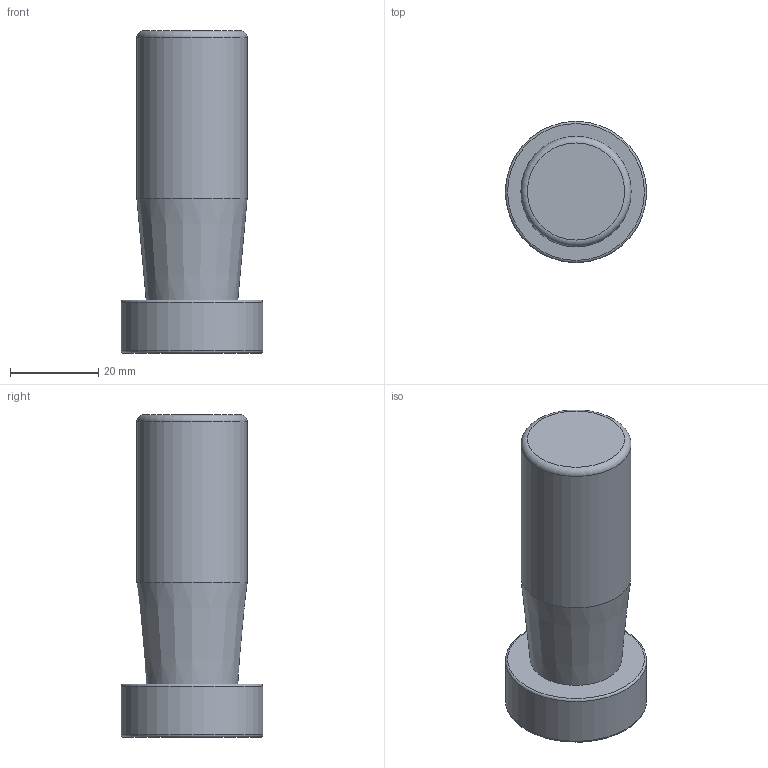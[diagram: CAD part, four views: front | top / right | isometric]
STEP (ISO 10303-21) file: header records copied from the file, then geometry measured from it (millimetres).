
FILE_DESCRIPTION( ( 'Unknown' ), '1' );
FILE_NAME( '6136095_MCS_25x65.stp', 'Unknown', ( 'Unknown' ), ( 'Unknown' ), 'PSStep 11.0', 'Unknown', ' ' );
FILE_SCHEMA( ( 'AUTOMOTIVE_DESIGN { 1 0 10303 214 1 1 1 1 }' ) );
Length unit declared in the file: millimetre
Products named in the file (1): 6136030_MC25x65
Bounding box: 32 x 32 x 73 mm (x, y, z)
Volume: 34713.2 mm3; surface area: 8941.1 mm2
Topology: 1 solids, 2 shells, 18 faces, 34 edges, 21 vertices
Faces by surface type: cylinder 5, torus 5, plane 5, cone 3
Full cylindrical faces by diameter (mm): 8.376 x2, 11 x1, 25 x1, 32 x1
Entity records: 520 total; most frequent: DIRECTION 72, CARTESIAN_POINT 54, AXIS2_PLACEMENT_3D 36, EDGE_LOOP 34, ORIENTED_EDGE 34, FACE_OUTER_BOUND 28, STYLED_ITEM 18, PRESENTATION_STYLE_ASSIGNMENT 18
